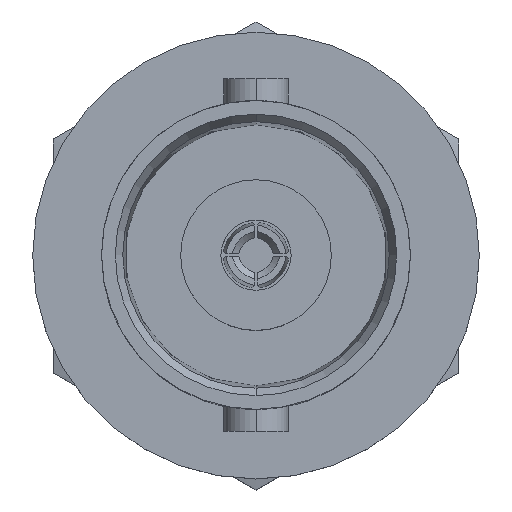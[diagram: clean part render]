
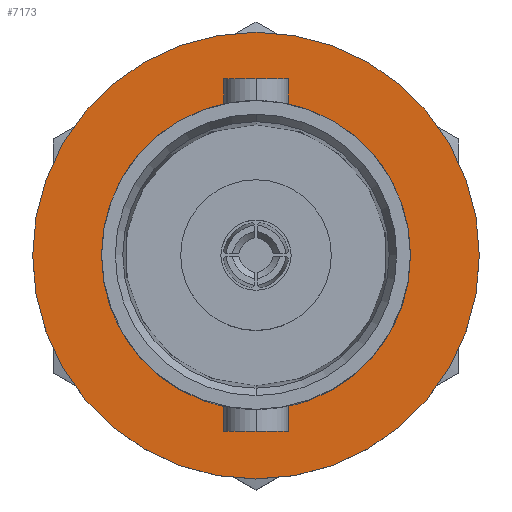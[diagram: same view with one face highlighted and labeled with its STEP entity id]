
A CAD part, top view. The second image highlights one B-rep face of the part: STEP entity #7173.
In plain terms, the highlighted planar face has unit normal (0, 0, 1).
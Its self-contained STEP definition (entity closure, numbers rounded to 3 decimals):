
#1736 = AXIS2_PLACEMENT_3D ( 'NONE', #6383, #6384, #6385 ) ;
#3531 = CARTESIAN_POINT ( 'NONE',  ( 0., 0., -12.4 ) ) ;
#3532 = DIRECTION ( 'NONE',  ( 0., 0., -1. ) ) ;
#3533 = DIRECTION ( 'NONE',  ( 1., 0., 0. ) ) ;
#3603 = CARTESIAN_POINT ( 'NONE',  ( 0., 0., -12.4 ) ) ;
#3604 = DIRECTION ( 'NONE',  ( 0., 0., 1. ) ) ;
#3605 = DIRECTION ( 'NONE',  ( 1., 0., 0. ) ) ;
#5435 = FACE_OUTER_BOUND ( 'NONE', #8254, .T. ) ;
#5436 = FACE_BOUND ( 'NONE', #8294, .T. ) ;
#6382 = PLANE ( 'NONE',  #1736 ) ;
#6383 = CARTESIAN_POINT ( 'NONE',  ( 0., 7., -12.4 ) ) ;
#6384 = DIRECTION ( 'NONE',  ( 0., 0., -1. ) ) ;
#6385 = DIRECTION ( 'NONE',  ( -1., 0., 0. ) ) ;
#6753 = CARTESIAN_POINT ( 'NONE',  ( 0., 0., -12.4 ) ) ;
#6754 = DIRECTION ( 'NONE',  ( 0., 0., 1. ) ) ;
#6755 = DIRECTION ( 'NONE',  ( 1., 0., 0. ) ) ;
#6833 = CARTESIAN_POINT ( 'NONE',  ( 0., 0., -12.4 ) ) ;
#6834 = DIRECTION ( 'NONE',  ( 0., 0., -1. ) ) ;
#6835 = DIRECTION ( 'NONE',  ( 1., 0., 0. ) ) ;
#7173 = ADVANCED_FACE ( 'NONE', ( #5435, #5436 ), #6382, .F. ) ;
#8033 = VERTEX_POINT ( 'NONE', #10116 ) ;
#8073 = VERTEX_POINT ( 'NONE', #10156 ) ;
#8075 = VERTEX_POINT ( 'NONE', #10158 ) ;
#8077 = VERTEX_POINT ( 'NONE', #10160 ) ;
#8254 = EDGE_LOOP ( 'NONE', ( #8321, #8322 ) ) ;
#8294 = EDGE_LOOP ( 'NONE', ( #8323, #8324 ) ) ;
#8321 = ORIENTED_EDGE ( 'NONE', *, *, #11110, .F. ) ;
#8322 = ORIENTED_EDGE ( 'NONE', *, *, #11016, .F. ) ;
#8323 = ORIENTED_EDGE ( 'NONE', *, *, #10991, .F. ) ;
#8324 = ORIENTED_EDGE ( 'NONE', *, *, #11139, .F. ) ;
#9562 = CIRCLE ( 'NONE', #9834, 4.84 ) ;
#9712 = CIRCLE ( 'NONE', #9762, 7. ) ;
#9762 = AXIS2_PLACEMENT_3D ( 'NONE', #6833, #6834, #6835 ) ;
#9834 = AXIS2_PLACEMENT_3D ( 'NONE', #6753, #6754, #6755 ) ;
#10116 = CARTESIAN_POINT ( 'NONE',  ( 4.84, 0., -12.4 ) ) ;
#10156 = CARTESIAN_POINT ( 'NONE',  ( 7., 0., -12.4 ) ) ;
#10158 = CARTESIAN_POINT ( 'NONE',  ( -4.84, 0., -12.4 ) ) ;
#10160 = CARTESIAN_POINT ( 'NONE',  ( -7., 0., -12.4 ) ) ;
#10991 = EDGE_CURVE ( 'NONE', #8033, #8075, #9562, .T. ) ;
#11016 = EDGE_CURVE ( 'NONE', #8077, #8073, #9712, .T. ) ;
#11110 = EDGE_CURVE ( 'NONE', #8073, #8077, #11620, .T. ) ;
#11139 = EDGE_CURVE ( 'NONE', #8075, #8033, #11610, .T. ) ;
#11579 = AXIS2_PLACEMENT_3D ( 'NONE', #3603, #3604, #3605 ) ;
#11609 = AXIS2_PLACEMENT_3D ( 'NONE', #3531, #3532, #3533 ) ;
#11610 = CIRCLE ( 'NONE', #11579, 4.84 ) ;
#11620 = CIRCLE ( 'NONE', #11609, 7. ) ;
